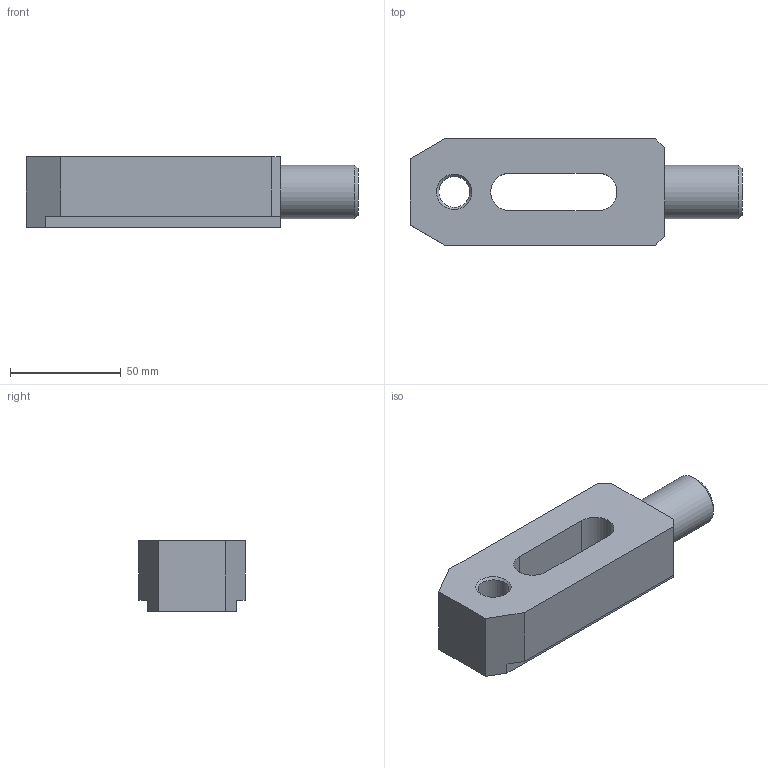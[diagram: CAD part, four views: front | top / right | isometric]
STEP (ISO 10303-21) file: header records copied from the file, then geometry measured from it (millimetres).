
FILE_DESCRIPTION( ( 'Unknown' ), '1' );
FILE_NAME( 'CP02-16150.stp', 'Unknown', ( 'Unknown' ), ( 'Unknown' ), 'XStep 1.0', 'Unknown', ' ' );
FILE_SCHEMA( ( 'CONFIG_CONTROL_DESIGN' ) );
Length unit declared in the file: millimetre
Products named in the file (1): 1
Bounding box: 150 x 48 x 32 mm (x, y, z)
Volume: 149383.4 mm3; surface area: 26660.4 mm2
Topology: 1 solids, 1 shells, 23 faces, 58 edges, 38 vertices
Faces by surface type: plane 17, cylinder 4, cone 2
Full cylindrical faces by diameter (mm): 14 x1, 24 x1
Entity records: 700 total; most frequent: CARTESIAN_POINT 112, DIRECTION 110, ORIENTED_EDGE 104, EDGE_CURVE 52, LINE 42, VECTOR 42, VERTEX_POINT 36, AXIS2_PLACEMENT_3D 34
